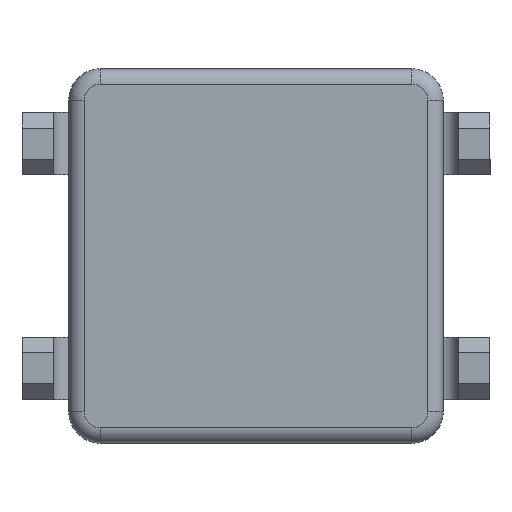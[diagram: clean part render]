
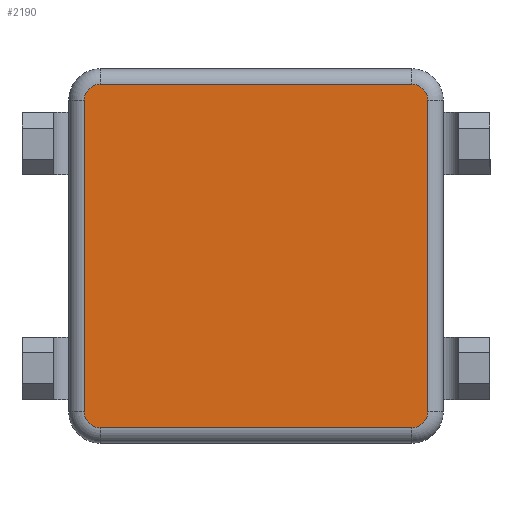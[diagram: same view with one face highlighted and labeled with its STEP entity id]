
A CAD part, front view. The second image highlights one B-rep face of the part: STEP entity #2190.
In plain terms, the highlighted planar face has unit normal (0, -1, 0).
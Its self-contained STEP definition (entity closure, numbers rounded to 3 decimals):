
#2 = CARTESIAN_POINT ( 'NONE',  ( 2.75, 0., 2.5 ) ) ;
#40 = DIRECTION ( 'NONE',  ( 0., -1., 0. ) ) ;
#107 = VERTEX_POINT ( 'NONE', #1833 ) ;
#144 = CARTESIAN_POINT ( 'NONE',  ( -2.75, 0., -2.5 ) ) ;
#469 = DIRECTION ( 'NONE',  ( -1., 0., 0. ) ) ;
#543 = CARTESIAN_POINT ( 'NONE',  ( -2.5, 0., -2.75 ) ) ;
#560 = VERTEX_POINT ( 'NONE', #692 ) ;
#633 = ORIENTED_EDGE ( 'NONE', *, *, #2153, .T. ) ;
#692 = CARTESIAN_POINT ( 'NONE',  ( -2.75, 0., -2.5 ) ) ;
#701 = ORIENTED_EDGE ( 'NONE', *, *, #2738, .T. ) ;
#711 = LINE ( 'NONE', #144, #3569 ) ;
#727 = CARTESIAN_POINT ( 'NONE',  ( -2.5, 0., 2.75 ) ) ;
#728 = EDGE_LOOP ( 'NONE', ( #3686, #3646, #3645, #1643, #3102, #1113, #701, #633 ) ) ;
#730 = CARTESIAN_POINT ( 'NONE',  ( -2.5, 0., 2.75 ) ) ;
#738 = VERTEX_POINT ( 'NONE', #3100 ) ;
#802 = FACE_OUTER_BOUND ( 'NONE', #728, .T. ) ;
#827 = DIRECTION ( 'NONE',  ( 1., 0., 0. ) ) ;
#859 = LINE ( 'NONE', #730, #1982 ) ;
#938 = VERTEX_POINT ( 'NONE', #2971 ) ;
#1026 = CIRCLE ( 'NONE', #3024, 0.25 ) ;
#1113 = ORIENTED_EDGE ( 'NONE', *, *, #2350, .T. ) ;
#1223 = DIRECTION ( 'NONE',  ( 0., 0., -1. ) ) ;
#1224 = EDGE_CURVE ( 'NONE', #107, #2840, #2433, .T. ) ;
#1245 = AXIS2_PLACEMENT_3D ( 'NONE', #3244, #1839, #2422 ) ;
#1282 = DIRECTION ( 'NONE',  ( 0., 0., -1. ) ) ;
#1340 = CIRCLE ( 'NONE', #3123, 0.25 ) ;
#1380 = DIRECTION ( 'NONE',  ( 0., -1., 0. ) ) ;
#1452 = AXIS2_PLACEMENT_3D ( 'NONE', #3581, #2708, #2461 ) ;
#1494 = DIRECTION ( 'NONE',  ( 0., 0., 1. ) ) ;
#1512 = CARTESIAN_POINT ( 'NONE',  ( 2.5, 0., 2.5 ) ) ;
#1643 = ORIENTED_EDGE ( 'NONE', *, *, #2413, .T. ) ;
#1649 = CARTESIAN_POINT ( 'NONE',  ( -2.5, 0., 2.5 ) ) ;
#1680 = DIRECTION ( 'NONE',  ( 0., 0., -1. ) ) ;
#1778 = VERTEX_POINT ( 'NONE', #3209 ) ;
#1786 = CARTESIAN_POINT ( 'NONE',  ( 2.5, 0., -2.5 ) ) ;
#1833 = CARTESIAN_POINT ( 'NONE',  ( 2.75, 0., -2.5 ) ) ;
#1835 = CIRCLE ( 'NONE', #1245, 0.25 ) ;
#1839 = DIRECTION ( 'NONE',  ( 0., -1., 0. ) ) ;
#1853 = EDGE_CURVE ( 'NONE', #560, #2929, #1835, .T. ) ;
#1982 = VECTOR ( 'NONE', #469, 1000. ) ;
#1984 = LINE ( 'NONE', #2545, #2202 ) ;
#1995 = EDGE_CURVE ( 'NONE', #938, #560, #711, .T. ) ;
#2000 = VERTEX_POINT ( 'NONE', #727 ) ;
#2153 = EDGE_CURVE ( 'NONE', #2000, #938, #1026, .T. ) ;
#2156 = PLANE ( 'NONE',  #1452 ) ;
#2190 = ADVANCED_FACE ( 'NONE', ( #802 ), #2156, .T. ) ;
#2202 = VECTOR ( 'NONE', #827, 1000. ) ;
#2329 = VECTOR ( 'NONE', #1494, 1000. ) ;
#2350 = EDGE_CURVE ( 'NONE', #2840, #738, #1340, .T. ) ;
#2413 = EDGE_CURVE ( 'NONE', #1778, #107, #3707, .T. ) ;
#2422 = DIRECTION ( 'NONE',  ( 0., 0., -1. ) ) ;
#2433 = LINE ( 'NONE', #2, #2329 ) ;
#2461 = DIRECTION ( 'NONE',  ( 0., 0., -1. ) ) ;
#2507 = EDGE_CURVE ( 'NONE', #2929, #1778, #1984, .T. ) ;
#2545 = CARTESIAN_POINT ( 'NONE',  ( 2.5, 0., -2.75 ) ) ;
#2708 = DIRECTION ( 'NONE',  ( 0., -1., 0. ) ) ;
#2738 = EDGE_CURVE ( 'NONE', #738, #2000, #859, .T. ) ;
#2840 = VERTEX_POINT ( 'NONE', #3376 ) ;
#2867 = AXIS2_PLACEMENT_3D ( 'NONE', #1786, #40, #1223 ) ;
#2929 = VERTEX_POINT ( 'NONE', #543 ) ;
#2933 = DIRECTION ( 'NONE',  ( 0., -1., 0. ) ) ;
#2947 = DIRECTION ( 'NONE',  ( 0., 0., -1. ) ) ;
#2971 = CARTESIAN_POINT ( 'NONE',  ( -2.75, 0., 2.5 ) ) ;
#3024 = AXIS2_PLACEMENT_3D ( 'NONE', #1649, #1380, #1680 ) ;
#3100 = CARTESIAN_POINT ( 'NONE',  ( 2.5, 0., 2.75 ) ) ;
#3102 = ORIENTED_EDGE ( 'NONE', *, *, #1224, .T. ) ;
#3123 = AXIS2_PLACEMENT_3D ( 'NONE', #1512, #2933, #2947 ) ;
#3209 = CARTESIAN_POINT ( 'NONE',  ( 2.5, 0., -2.75 ) ) ;
#3244 = CARTESIAN_POINT ( 'NONE',  ( -2.5, 0., -2.5 ) ) ;
#3376 = CARTESIAN_POINT ( 'NONE',  ( 2.75, 0., 2.5 ) ) ;
#3569 = VECTOR ( 'NONE', #1282, 1000. ) ;
#3581 = CARTESIAN_POINT ( 'NONE',  ( 0., 0., 0. ) ) ;
#3645 = ORIENTED_EDGE ( 'NONE', *, *, #2507, .T. ) ;
#3646 = ORIENTED_EDGE ( 'NONE', *, *, #1853, .T. ) ;
#3686 = ORIENTED_EDGE ( 'NONE', *, *, #1995, .T. ) ;
#3707 = CIRCLE ( 'NONE', #2867, 0.25 ) ;
